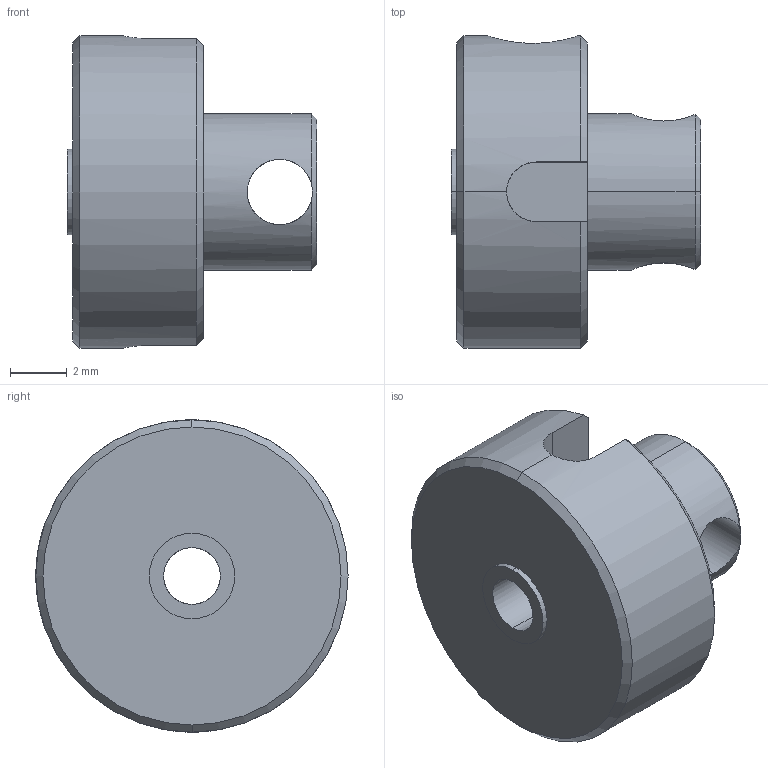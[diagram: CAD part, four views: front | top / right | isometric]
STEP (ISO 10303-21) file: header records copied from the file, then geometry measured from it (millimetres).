
FILE_DESCRIPTION (( 'STEP AP214' ), '1' );
FILE_NAME ('Part11_step.STEP', '2022-10-13T10:11:18', ( '' ), ( '' ), 'SwSTEP 2.0', 'SolidWorks 2022', '' );
FILE_SCHEMA (( 'AUTOMOTIVE_DESIGN' ));
Length unit declared in the file: millimetre
Products named in the file (1): Part11_step
Bounding box: 8.79 x 11 x 11 mm (x, y, z)
Volume: 436.2 mm3; surface area: 517.9 mm2
Topology: 1 solids, 1 shells, 38 faces, 104 edges, 67 vertices
Faces by surface type: cylinder 18, plane 12, cone 6, bspline 2
Entity records: 2554 total; most frequent: CARTESIAN_POINT 1559, ORIENTED_EDGE 208, DIRECTION 177, EDGE_CURVE 104, AXIS2_PLACEMENT_3D 68, VERTEX_POINT 67, EDGE_LOOP 45, VECTOR 41
